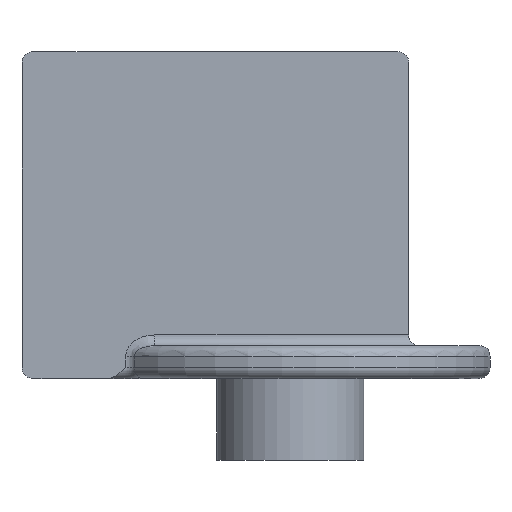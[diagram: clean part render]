
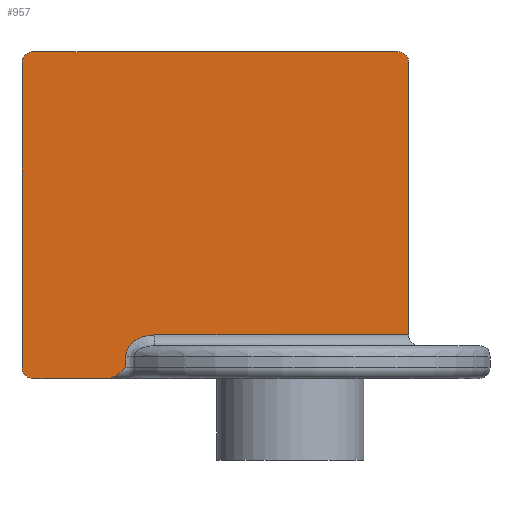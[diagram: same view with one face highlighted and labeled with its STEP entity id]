
A CAD part, front view. The second image highlights one B-rep face of the part: STEP entity #957.
In plain terms, the highlighted planar face has unit normal (0, -1, 0).
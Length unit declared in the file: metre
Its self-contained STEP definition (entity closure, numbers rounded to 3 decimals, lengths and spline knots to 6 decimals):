
#33=B_SPLINE_CURVE_WITH_KNOTS('',3,(#1712,#1713,#1714,#1715,#1716),
 .UNSPECIFIED.,.F.,.F.,(4,1,4),(0.,0.002047,0.004095),
 .UNSPECIFIED.);
#34=B_SPLINE_CURVE_WITH_KNOTS('',3,(#1737,#1738,#1739,#1740,#1741,#1742,
#1743),.UNSPECIFIED.,.F.,.F.,(4,1,1,1,4),(0.,0.00184,0.003681,
0.005521,0.007362),.UNSPECIFIED.);
#92=CIRCLE('',#1053,0.002);
#94=CIRCLE('',#1056,0.002);
#97=CIRCLE('',#1060,0.002);
#339=ORIENTED_EDGE('',*,*,#401,.T.);
#340=ORIENTED_EDGE('',*,*,#456,.T.);
#341=ORIENTED_EDGE('',*,*,#371,.T.);
#342=ORIENTED_EDGE('',*,*,#470,.T.);
#343=ORIENTED_EDGE('',*,*,#472,.T.);
#344=ORIENTED_EDGE('',*,*,#474,.F.);
#345=ORIENTED_EDGE('',*,*,#475,.T.);
#346=ORIENTED_EDGE('',*,*,#351,.F.);
#347=ORIENTED_EDGE('',*,*,#461,.T.);
#348=ORIENTED_EDGE('',*,*,#381,.F.);
#349=ORIENTED_EDGE('',*,*,#458,.T.);
#351=EDGE_CURVE('',#477,#478,#563,.T.);
#371=EDGE_CURVE('',#498,#497,#574,.T.);
#381=EDGE_CURVE('',#507,#504,#581,.T.);
#401=EDGE_CURVE('',#523,#522,#597,.T.);
#456=EDGE_CURVE('',#522,#498,#92,.F.);
#458=EDGE_CURVE('',#507,#523,#94,.F.);
#461=EDGE_CURVE('',#477,#504,#97,.F.);
#470=EDGE_CURVE('',#497,#559,#33,.T.);
#472=EDGE_CURVE('',#559,#560,#629,.T.);
#474=EDGE_CURVE('',#561,#560,#34,.T.);
#475=EDGE_CURVE('',#561,#478,#631,.T.);
#477=VERTEX_POINT('',#1335);
#478=VERTEX_POINT('',#1337);
#497=VERTEX_POINT('',#1378);
#498=VERTEX_POINT('',#1380);
#504=VERTEX_POINT('',#1394);
#507=VERTEX_POINT('',#1399);
#522=VERTEX_POINT('',#1439);
#523=VERTEX_POINT('',#1441);
#559=VERTEX_POINT('',#1711);
#560=VERTEX_POINT('',#1719);
#561=VERTEX_POINT('',#1736);
#563=LINE('',#1336,#633);
#574=LINE('',#1379,#644);
#581=LINE('',#1400,#651);
#597=LINE('',#1440,#667);
#629=LINE('',#1720,#699);
#631=LINE('',#1745,#701);
#633=VECTOR('',#1072,1.);
#644=VECTOR('',#1107,1.);
#651=VECTOR('',#1122,1.);
#667=VECTOR('',#1156,1.);
#699=VECTOR('',#1324,1.);
#701=VECTOR('',#1328,1.);
#787=EDGE_LOOP('',(#339,#340,#341,#342,#343,#344,#345,#346,#347,#348,#349));
#873=FACE_BOUND('',#787,.T.);
#900=PLANE('',#1066);
#957=ADVANCED_FACE('',(#873),#900,.F.);
#1053=AXIS2_PLACEMENT_3D('',#1645,#1293,#1294);
#1056=AXIS2_PLACEMENT_3D('',#1648,#1299,#1300);
#1060=AXIS2_PLACEMENT_3D('',#1652,#1307,#1308);
#1066=AXIS2_PLACEMENT_3D('',#1746,#1329,#1330);
#1072=DIRECTION('',(0.,0.,-1.));
#1107=DIRECTION('',(1.,0.,0.));
#1122=DIRECTION('',(1.,0.,0.));
#1156=DIRECTION('',(0.,0.,-1.));
#1293=DIRECTION('',(0.,1.,0.));
#1294=DIRECTION('',(0.,0.,1.));
#1299=DIRECTION('',(0.,1.,0.));
#1300=DIRECTION('',(0.,0.,1.));
#1307=DIRECTION('',(0.,1.,0.));
#1308=DIRECTION('',(0.,0.,1.));
#1324=DIRECTION('',(0.,0.,1.));
#1328=DIRECTION('',(1.,0.,0.));
#1329=DIRECTION('',(0.,1.,0.));
#1330=DIRECTION('',(0.,0.,1.));
#1335=CARTESIAN_POINT('',(0.051,-0.002,0.058));
#1336=CARTESIAN_POINT('',(0.051,-0.002,0.06));
#1337=CARTESIAN_POINT('',(0.051,-0.002,0.008));
#1378=CARTESIAN_POINT('',(-0.004435,-0.002,0.));
#1379=CARTESIAN_POINT('',(-0.02,-0.002,0.));
#1380=CARTESIAN_POINT('',(-0.018,-0.002,0.));
#1394=CARTESIAN_POINT('',(0.049,-0.002,0.06));
#1399=CARTESIAN_POINT('',(-0.018,-0.002,0.06));
#1400=CARTESIAN_POINT('',(0.0255,-0.002,0.06));
#1439=CARTESIAN_POINT('',(-0.02,-0.002,0.002));
#1440=CARTESIAN_POINT('',(-0.02,-0.002,0.006));
#1441=CARTESIAN_POINT('',(-0.02,-0.002,0.058));
#1645=CARTESIAN_POINT('',(-0.018,-0.002,0.002));
#1648=CARTESIAN_POINT('',(-0.018,-0.002,0.058));
#1652=CARTESIAN_POINT('',(0.049,-0.002,0.058));
#1711=CARTESIAN_POINT('',(-0.000971,-0.002,0.002));
#1712=CARTESIAN_POINT('',(-0.004435,-0.002,0.));
#1713=CARTESIAN_POINT('',(-0.003742,-0.002,0.));
#1714=CARTESIAN_POINT('',(-0.002435,-0.002,0.000534));
#1715=CARTESIAN_POINT('',(-0.001454,-0.002,0.001517));
#1716=CARTESIAN_POINT('',(-0.000971,-0.002,0.002));
#1719=CARTESIAN_POINT('',(-0.000971,-0.002,0.004));
#1720=CARTESIAN_POINT('',(-0.000971,-0.002,0.006));
#1736=CARTESIAN_POINT('',(0.00438,-0.002,0.008));
#1737=CARTESIAN_POINT('',(0.00438,-0.002,0.008));
#1738=CARTESIAN_POINT('',(0.00376,-0.002,0.008));
#1739=CARTESIAN_POINT('',(0.002535,-0.002,0.007856));
#1740=CARTESIAN_POINT('',(0.000806,-0.002,0.007147));
#1741=CARTESIAN_POINT('',(-0.000584,-0.002,0.005838));
#1742=CARTESIAN_POINT('',(-0.000971,-0.002,0.004625));
#1743=CARTESIAN_POINT('',(-0.000971,-0.002,0.004));
#1745=CARTESIAN_POINT('',(0.0255,-0.002,0.008));
#1746=CARTESIAN_POINT('',(0.0255,-0.002,0.06));
